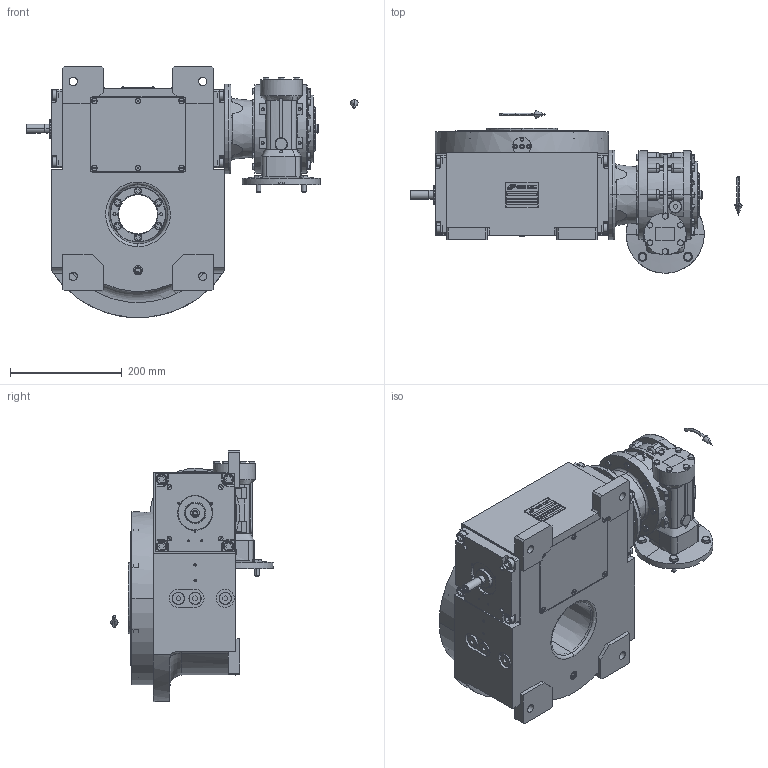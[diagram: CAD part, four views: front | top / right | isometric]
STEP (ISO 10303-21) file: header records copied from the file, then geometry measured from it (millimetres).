
FILE_DESCRIPTION (( 'STEP AP203' ), '1' );
FILE_NAME ('PC5201559.step', '2025-10-09T12:15:49', ( '' ), ( '' ), 'SwSTEP 2.0', 'SolidWorks 2020', '' );
FILE_SCHEMA (( 'CONFIG_CONTROL_DESIGN' ));
Length unit declared in the file: millimetre
Products named in the file (84): rig09_001_a; cfn2000_01_099; cfn2000_01_126; freccia_angolare; cfn2276_01_056; CFN2203_02_002.stp; cfn2151_01_115; CFN2000_01_185.stp; CFN2223_02_003.stp; cfn2151_01_170; AS_cfn2476_01_002_60x46; cfn2128_19_002; cfn2000_01_081; cfn2115_01_006; cfn2104_01_018; cfn2128_04_002; freccia_angolare_albero; cfn2003_01_054; AS_rig09_004; cfn2000_01_161; cfn2077_01_036; AS_rig09_002_bl; AS_rig09_016; rig09_004; cfn2155_01_196; rig09_007_master; AS_rig09_017; AS_rig09_071_8_m; cfn2070_05_009; RIG09_021_AF0.stp; CFN2010_01_020.stp; rig09_016; CFN2010_02_002.stp; cfn2107_01_001; rig09_002_bl; CFN2223_02_004.stp; cfn2476_01_002_60x46; cfn2155_01_095; RMI70_F3_LCB_SX_90B14; olio_agip_blasia_150 ...
Assembly tree (72 placements, depth 5):
  cfn2276_01_056
  CFN2203_02_002.stp
  cfn2151_01_115
  CFN2223_02_003.stp
  cfn2151_01_170
Bounding box: 594.5 x 291 x 450 mm (x, y, z)
Volume: 6480997.1 mm3; surface area: 1569978.9 mm2
Topology: 63 solids, 63 shells, 3571 faces, 8997 edges, 5737 vertices
Faces by surface type: plane 1689, cylinder 1052, cone 548, torus 268, bspline 10, sphere 4
Entity records: 133941 total; most frequent: CARTESIAN_POINT 41232, ORIENTED_EDGE 17616, DIRECTION 17395, EDGE_CURVE 8808, AXIS2_PLACEMENT_3D 6395, VERTEX_POINT 5673, LINE 4605, VECTOR 4605
